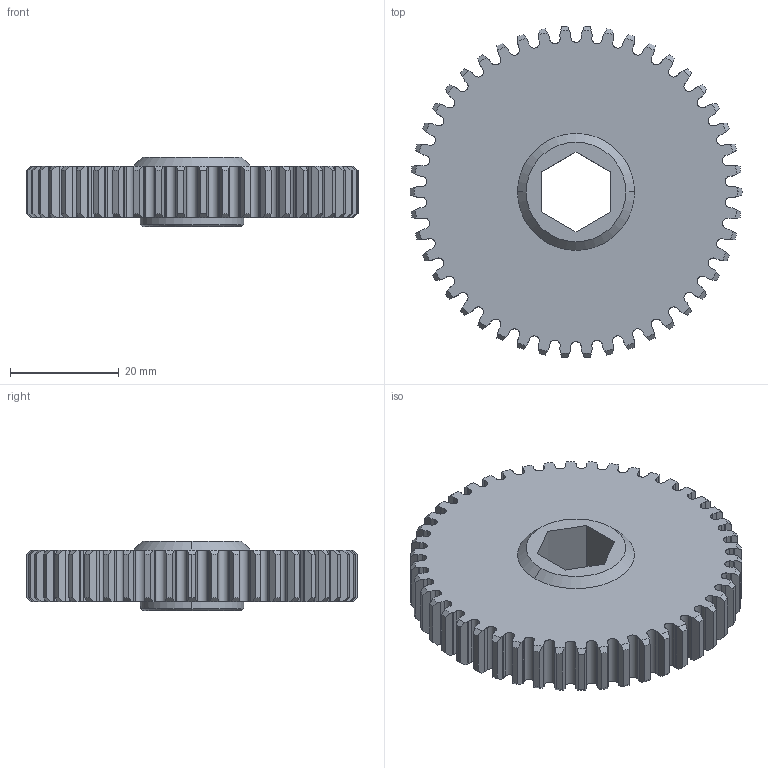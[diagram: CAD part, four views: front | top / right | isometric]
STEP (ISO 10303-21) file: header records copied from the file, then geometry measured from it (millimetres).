
FILE_DESCRIPTION (( 'STEP AP203' ), '1' );
FILE_NAME ('REV-21-1934_RevA.STEP', '2021-04-01T18:39:13', ( '' ), ( '' ), 'SwSTEP 2.0', 'SolidWorks 2019', '' );
FILE_SCHEMA (( 'CONFIG_CONTROL_DESIGN' ));
Length unit declared in the file: millimetre
Products named in the file (1): REV-21-1934_RevA
Bounding box: 60.96 x 60.88 x 12.7 mm (x, y, z)
Volume: 12230.6 mm3; surface area: 10463.1 mm2
Topology: 1 solids, 1 shells, 512 faces, 1518 edges, 1010 vertices
Faces by surface type: bspline 184, cylinder 117, plane 108, cone 99, torus 4
Entity records: 22660 total; most frequent: CARTESIAN_POINT 10267, ORIENTED_EDGE 3036, DIRECTION 1925, EDGE_CURVE 1518, VERTEX_POINT 1010, AXIS2_PLACEMENT_3D 676, B_SPLINE_CURVE_WITH_KNOTS 598, VECTOR 573
